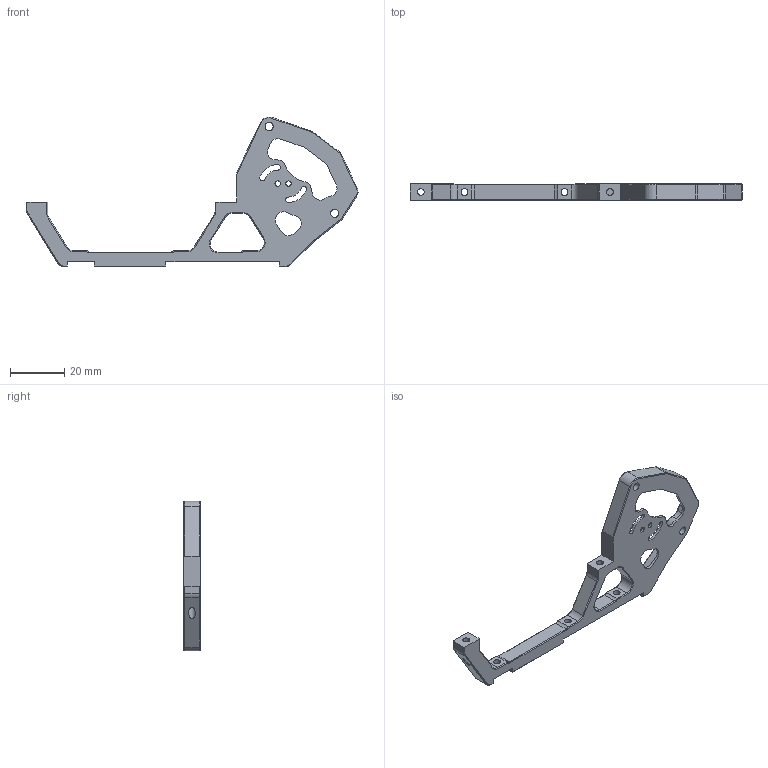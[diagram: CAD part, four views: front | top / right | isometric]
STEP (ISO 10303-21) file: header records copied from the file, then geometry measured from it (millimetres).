
FILE_DESCRIPTION(/* description */ (''),/* implementation_level */ '2;1');
FILE_NAME(/* name */ 'UFK_Cage_Alu_G.step',/* time_stamp */ '2024-03-09T12:27:52+01:00',/* author */ (''),/* organization */ (''),/* preprocessor_version */ 'ST-DEVELOPER v20',/* originating_system */ 'Autodesk Translation Framework v12.20.1.177',/* authorisation */ '');
FILE_SCHEMA (('AUTOMOTIVE_DESIGN { 1 0 10303 214 3 1 1 }'));
Length unit declared in the file: millimetre
Products named in the file (1): UFK
Bounding box: 122.92 x 6 x 55.5 mm (x, y, z)
Volume: 7475.3 mm3; surface area: 6931 mm2
Topology: 1 solids, 1 shells, 221 faces, 557 edges, 338 vertices
Faces by surface type: plane 109, cylinder 60, cone 52
Full cylindrical faces by diameter (mm): 2 x2, 2.5 x5, 3 x2
Entity records: 6654 total; most frequent: CARTESIAN_POINT 1179, DIRECTION 1163, ORIENTED_EDGE 1114, EDGE_CURVE 557, AXIS2_PLACEMENT_3D 394, LINE 375, VECTOR 375, VERTEX_POINT 338
